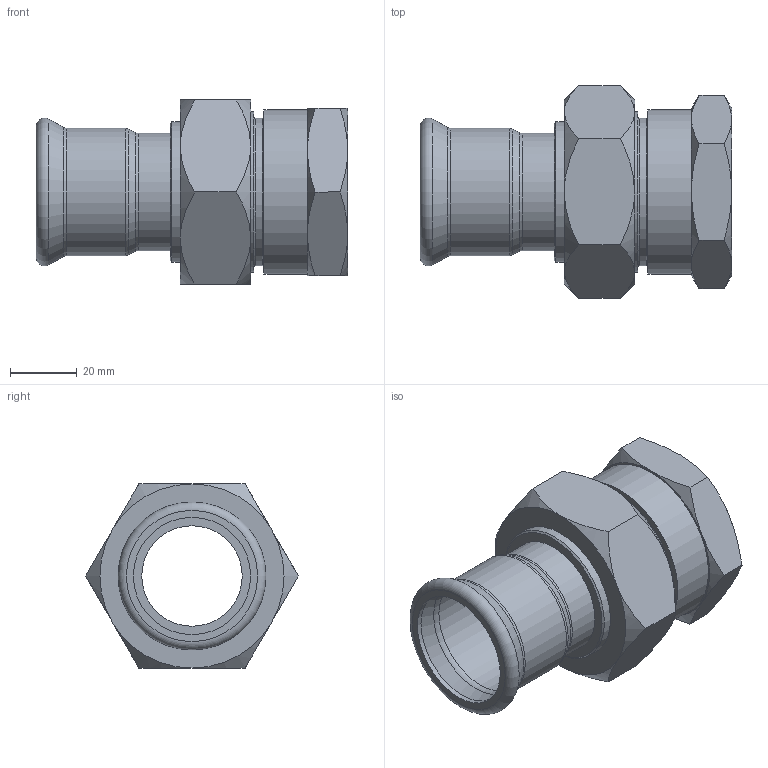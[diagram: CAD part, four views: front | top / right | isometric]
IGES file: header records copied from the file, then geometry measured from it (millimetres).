
Global section: file name: No Iges File Name specified; native system: Autodesk Inventor 2012; preprocessor: AutoDesk Inventor Iges Exporter R2012; author: aporro; date: 20130604.113419; units: millimetre
Bounding box: 93 x 63.51 x 55 mm (x, y, z)
Volume: 67030.2 mm3; surface area: 33725.7 mm2
Topology: 2 solids, 2 shells, 81 faces, 161 edges, 95 vertices
Faces by surface type: cone 28, plane 27, revolution 16, cylinder 7, torus 3
Full cylindrical faces by diameter (mm): 35 x1, 38 x1, 42 x2, 44 x1, 47.803 x1, 49 x1
